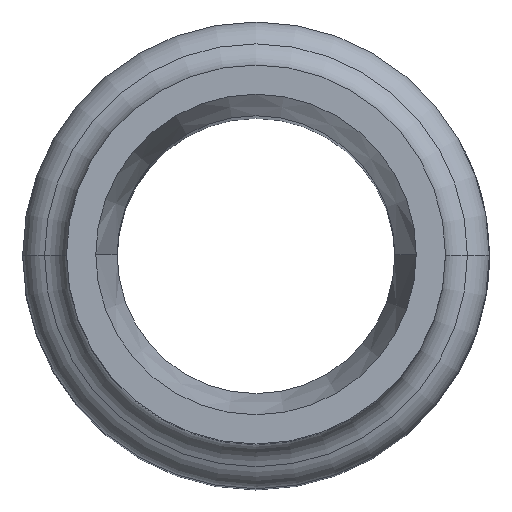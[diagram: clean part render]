
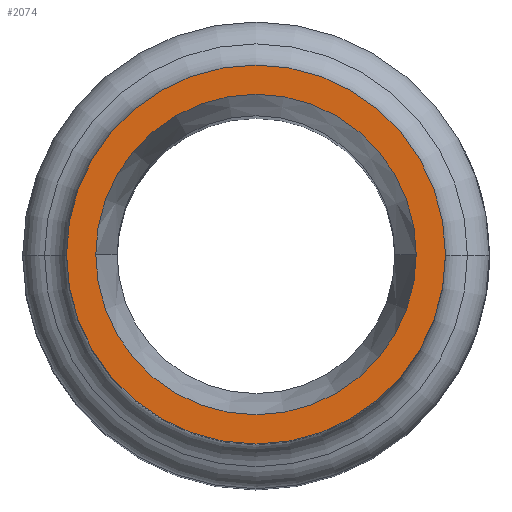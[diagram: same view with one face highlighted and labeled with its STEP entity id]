
A CAD part, top view. The second image highlights one B-rep face of the part: STEP entity #2074.
In plain terms, the highlighted planar face has unit normal (0, 0, 1).
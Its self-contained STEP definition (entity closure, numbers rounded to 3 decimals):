
#622 = ORIENTED_EDGE ( 'NONE', *, *, #20394, .T. ) ;
#640 = AXIS2_PLACEMENT_3D ( 'NONE', #14646, #23067, #25278 ) ;
#700 = CIRCLE ( 'NONE', #22395, 16.85 ) ;
#2074 = ADVANCED_FACE ( 'NONE', ( #15883, #22504 ), #7548, .F. ) ;
#3557 = CARTESIAN_POINT ( 'NONE',  ( 14.25, 0., 0. ) ) ;
#3802 = DIRECTION ( 'NONE',  ( 0., 0., 1. ) ) ;
#4208 = AXIS2_PLACEMENT_3D ( 'NONE', #5206, #20026, #20426 ) ;
#4503 = ORIENTED_EDGE ( 'NONE', *, *, #23001, .F. ) ;
#5155 = CARTESIAN_POINT ( 'NONE',  ( 0., 0., 0. ) ) ;
#5206 = CARTESIAN_POINT ( 'NONE',  ( 0., 15.25, 0. ) ) ;
#5622 = DIRECTION ( 'NONE',  ( 1., 0., 0. ) ) ;
#5804 = ORIENTED_EDGE ( 'NONE', *, *, #10746, .F. ) ;
#6072 = VERTEX_POINT ( 'NONE', #3557 ) ;
#7548 = PLANE ( 'NONE',  #4208 ) ;
#10237 = CARTESIAN_POINT ( 'NONE',  ( -16.85, 0., 0. ) ) ;
#10746 = EDGE_CURVE ( 'NONE', #6072, #24093, #16099, .T. ) ;
#12722 = CARTESIAN_POINT ( 'NONE',  ( -14.25, 0., 0. ) ) ;
#13002 = AXIS2_PLACEMENT_3D ( 'NONE', #22787, #3802, #5622 ) ;
#13614 = DIRECTION ( 'NONE',  ( 1., 0., 0. ) ) ;
#14646 = CARTESIAN_POINT ( 'NONE',  ( 0., 0., 0. ) ) ;
#14847 = CIRCLE ( 'NONE', #640, 16.85 ) ;
#14853 = ORIENTED_EDGE ( 'NONE', *, *, #18186, .T. ) ;
#15410 = CARTESIAN_POINT ( 'NONE',  ( 0., 0., 0. ) ) ;
#15883 = FACE_BOUND ( 'NONE', #17641, .T. ) ;
#16099 = CIRCLE ( 'NONE', #13002, 14.25 ) ;
#17175 = CIRCLE ( 'NONE', #19248, 14.25 ) ;
#17641 = EDGE_LOOP ( 'NONE', ( #5804, #4503 ) ) ;
#17758 = DIRECTION ( 'NONE',  ( 1., 0., 0. ) ) ;
#18186 = EDGE_CURVE ( 'NONE', #24340, #26675, #14847, .T. ) ;
#19248 = AXIS2_PLACEMENT_3D ( 'NONE', #5155, #24529, #13614 ) ;
#19549 = DIRECTION ( 'NONE',  ( 0., 0., 1. ) ) ;
#20026 = DIRECTION ( 'NONE',  ( 0., 0., -1. ) ) ;
#20394 = EDGE_CURVE ( 'NONE', #26675, #24340, #700, .T. ) ;
#20426 = DIRECTION ( 'NONE',  ( -1., 0., 0. ) ) ;
#22395 = AXIS2_PLACEMENT_3D ( 'NONE', #15410, #19549, #17758 ) ;
#22504 = FACE_OUTER_BOUND ( 'NONE', #24827, .T. ) ;
#22787 = CARTESIAN_POINT ( 'NONE',  ( 0., 0., 0. ) ) ;
#23001 = EDGE_CURVE ( 'NONE', #24093, #6072, #17175, .T. ) ;
#23067 = DIRECTION ( 'NONE',  ( 0., 0., 1. ) ) ;
#24093 = VERTEX_POINT ( 'NONE', #12722 ) ;
#24340 = VERTEX_POINT ( 'NONE', #26963 ) ;
#24529 = DIRECTION ( 'NONE',  ( 0., 0., 1. ) ) ;
#24827 = EDGE_LOOP ( 'NONE', ( #14853, #622 ) ) ;
#25278 = DIRECTION ( 'NONE',  ( 1., 0., 0. ) ) ;
#26675 = VERTEX_POINT ( 'NONE', #10237 ) ;
#26963 = CARTESIAN_POINT ( 'NONE',  ( 16.85, 0., 0. ) ) ;
